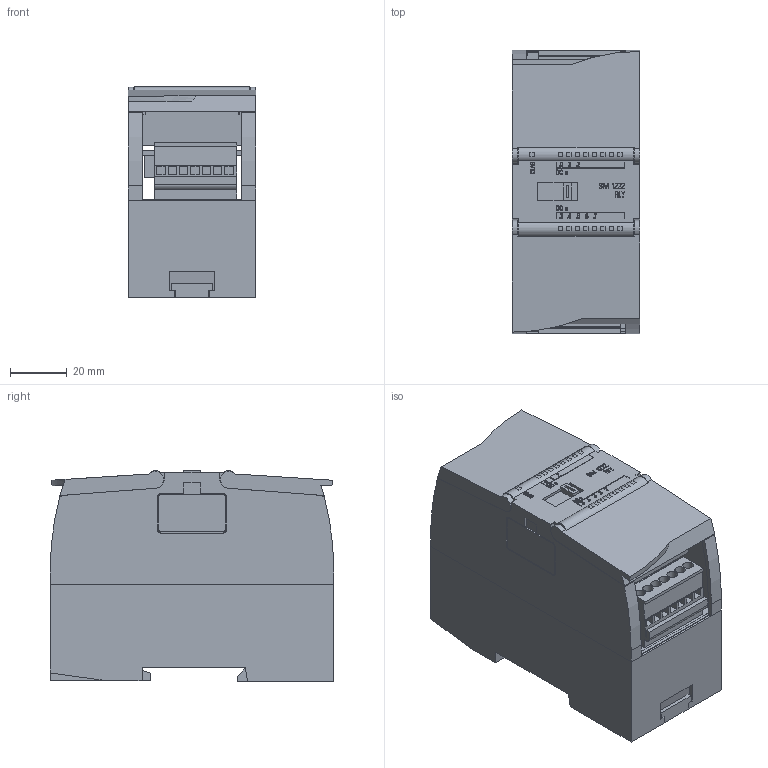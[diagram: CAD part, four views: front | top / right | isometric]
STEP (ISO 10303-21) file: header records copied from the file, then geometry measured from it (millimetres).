
FILE_DESCRIPTION(/* description */ (''),/* implementation_level */ '2;1');
FILE_NAME(/* name */ '6ES7222-1HF32-0XB0_3d.stp',/* time_stamp */ '2024-03-14T12:57:26+01:00',/* author */ (''),/* organization */ (''),/* preprocessor_version */ 'ST-DEVELOPER v18.102',/* originating_system */ 'SIEMENS PLM Software NX 2023',/* authorisation */ '');
FILE_SCHEMA (('AUTOMOTIVE_DESIGN { 1 0 10303 214 3 1 1 1 }'));
Products named in the file (4): A5E31861021A_RS-AA_002_1-labeling; A5E30160608A_RS-AA_002_1-cover; A5E30160514A_RS-AA_002_1-box_45_2; A5E31861024A_RS-AA_002_1-CAx_6ES72221HF320XB0
Assembly tree (4 placements, depth 2):
  A5E31861024A_RS-AA_002_1-CAx_6ES72221HF320XB0
    A5E30160514A_RS-AA_002_1-box_45_2
    A5E30160608A_RS-AA_002_1-cover  x2
    A5E31861021A_RS-AA_002_1-labeling
Bounding box: 45 x 100 x 74.75 mm (x, y, z)
Volume: 170851.3 mm3; surface area: 80619.8 mm2
Topology: 153 solids, 154 shells, 1923 faces, 4724 edges, 3151 vertices
Faces by surface type: plane 1602, extrusion 252, cylinder 69
Full cylindrical faces by diameter (mm): 1 x1, 2 x8, 3.63 x14, 4.3 x2
Entity records: 85937 total; most frequent: CARTESIAN_POINT 26919, ORIENTED_EDGE 9314, DIRECTION 8085, EDGE_CURVE 4657, VECTOR 4257, LINE 4005, VERTEX_POINT 3121, EDGE_LOOP 2082
